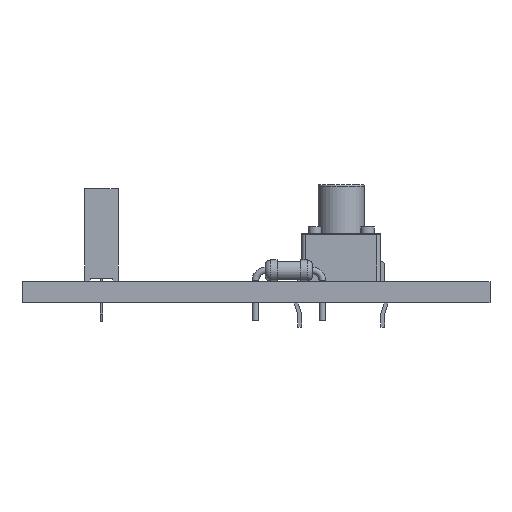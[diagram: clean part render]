
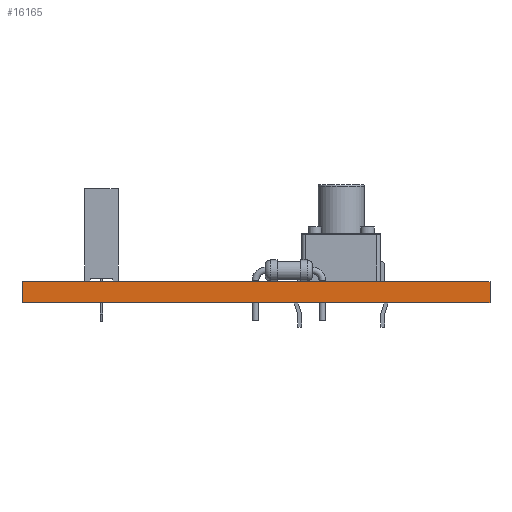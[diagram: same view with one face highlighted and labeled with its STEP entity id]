
A CAD part, front view. The second image highlights one B-rep face of the part: STEP entity #16165.
In plain terms, the highlighted planar face has unit normal (0, -1, 0).
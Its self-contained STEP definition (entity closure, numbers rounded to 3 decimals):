
#16165 = ADVANCED_FACE('',(#16166),#16180,.F.);
#16166 = FACE_BOUND('',#16167,.F.);
#16167 = EDGE_LOOP('',(#16168,#16203,#16231,#16259));
#16168 = ORIENTED_EDGE('',*,*,#16169,.T.);
#16169 = EDGE_CURVE('',#16170,#16172,#16174,.T.);
#16170 = VERTEX_POINT('',#16171);
#16171 = CARTESIAN_POINT('',(166.953,-104.355,0.));
#16172 = VERTEX_POINT('',#16173);
#16173 = CARTESIAN_POINT('',(166.953,-104.355,1.6));
#16174 = SURFACE_CURVE('',#16175,(#16179,#16191),.PCURVE_S1.);
#16175 = LINE('',#16176,#16177);
#16176 = CARTESIAN_POINT('',(166.953,-104.355,0.));
#16177 = VECTOR('',#16178,1.);
#16178 = DIRECTION('',(0.,0.,1.));
#16179 = PCURVE('',#16180,#16185);
#16180 = PLANE('',#16181);
#16181 = AXIS2_PLACEMENT_3D('',#16182,#16183,#16184);
#16182 = CARTESIAN_POINT('',(166.953,-104.355,0.));
#16183 = DIRECTION('',(0.,1.,0.));
#16184 = DIRECTION('',(1.,0.,0.));
#16185 = DEFINITIONAL_REPRESENTATION('',(#16186),#16190);
#16186 = LINE('',#16187,#16188);
#16187 = CARTESIAN_POINT('',(0.,0.));
#16188 = VECTOR('',#16189,1.);
#16189 = DIRECTION('',(0.,-1.));
#16190 = ( GEOMETRIC_REPRESENTATION_CONTEXT(2) 
PARAMETRIC_REPRESENTATION_CONTEXT() REPRESENTATION_CONTEXT('2D SPACE',''
  ) );
#16191 = PCURVE('',#16192,#16197);
#16192 = PLANE('',#16193);
#16193 = AXIS2_PLACEMENT_3D('',#16194,#16195,#16196);
#16194 = CARTESIAN_POINT('',(166.953,-63.097,0.));
#16195 = DIRECTION('',(1.,0.,-0.));
#16196 = DIRECTION('',(0.,-1.,0.));
#16197 = DEFINITIONAL_REPRESENTATION('',(#16198),#16202);
#16198 = LINE('',#16199,#16200);
#16199 = CARTESIAN_POINT('',(41.258,0.));
#16200 = VECTOR('',#16201,1.);
#16201 = DIRECTION('',(0.,-1.));
#16202 = ( GEOMETRIC_REPRESENTATION_CONTEXT(2) 
PARAMETRIC_REPRESENTATION_CONTEXT() REPRESENTATION_CONTEXT('2D SPACE',''
  ) );
#16203 = ORIENTED_EDGE('',*,*,#16204,.T.);
#16204 = EDGE_CURVE('',#16172,#16205,#16207,.T.);
#16205 = VERTEX_POINT('',#16206);
#16206 = CARTESIAN_POINT('',(202.453,-104.342,1.6));
#16207 = SURFACE_CURVE('',#16208,(#16212,#16219),.PCURVE_S1.);
#16208 = LINE('',#16209,#16210);
#16209 = CARTESIAN_POINT('',(166.953,-104.355,1.6));
#16210 = VECTOR('',#16211,1.);
#16211 = DIRECTION('',(1.,0.,0.));
#16212 = PCURVE('',#16180,#16213);
#16213 = DEFINITIONAL_REPRESENTATION('',(#16214),#16218);
#16214 = LINE('',#16215,#16216);
#16215 = CARTESIAN_POINT('',(0.,-1.6));
#16216 = VECTOR('',#16217,1.);
#16217 = DIRECTION('',(1.,0.));
#16218 = ( GEOMETRIC_REPRESENTATION_CONTEXT(2) 
PARAMETRIC_REPRESENTATION_CONTEXT() REPRESENTATION_CONTEXT('2D SPACE',''
  ) );
#16219 = PCURVE('',#16220,#16225);
#16220 = PLANE('',#16221);
#16221 = AXIS2_PLACEMENT_3D('',#16222,#16223,#16224);
#16222 = CARTESIAN_POINT('',(185.157,-78.953,1.6));
#16223 = DIRECTION('',(0.,0.,1.));
#16224 = DIRECTION('',(1.,0.,-0.));
#16225 = DEFINITIONAL_REPRESENTATION('',(#16226),#16230);
#16226 = LINE('',#16227,#16228);
#16227 = CARTESIAN_POINT('',(-18.203,-25.402));
#16228 = VECTOR('',#16229,1.);
#16229 = DIRECTION('',(1.,0.));
#16230 = ( GEOMETRIC_REPRESENTATION_CONTEXT(2) 
PARAMETRIC_REPRESENTATION_CONTEXT() REPRESENTATION_CONTEXT('2D SPACE',''
  ) );
#16231 = ORIENTED_EDGE('',*,*,#16232,.F.);
#16232 = EDGE_CURVE('',#16233,#16205,#16235,.T.);
#16233 = VERTEX_POINT('',#16234);
#16234 = CARTESIAN_POINT('',(202.453,-104.342,0.));
#16235 = SURFACE_CURVE('',#16236,(#16240,#16247),.PCURVE_S1.);
#16236 = LINE('',#16237,#16238);
#16237 = CARTESIAN_POINT('',(202.453,-104.342,0.));
#16238 = VECTOR('',#16239,1.);
#16239 = DIRECTION('',(0.,0.,1.));
#16240 = PCURVE('',#16180,#16241);
#16241 = DEFINITIONAL_REPRESENTATION('',(#16242),#16246);
#16242 = LINE('',#16243,#16244);
#16243 = CARTESIAN_POINT('',(35.5,0.));
#16244 = VECTOR('',#16245,1.);
#16245 = DIRECTION('',(0.,-1.));
#16246 = ( GEOMETRIC_REPRESENTATION_CONTEXT(2) 
PARAMETRIC_REPRESENTATION_CONTEXT() REPRESENTATION_CONTEXT('2D SPACE',''
  ) );
#16247 = PCURVE('',#16248,#16253);
#16248 = PLANE('',#16249);
#16249 = AXIS2_PLACEMENT_3D('',#16250,#16251,#16252);
#16250 = CARTESIAN_POINT('',(202.453,-104.342,0.));
#16251 = DIRECTION('',(-1.,0.,0.));
#16252 = DIRECTION('',(0.,1.,0.));
#16253 = DEFINITIONAL_REPRESENTATION('',(#16254),#16258);
#16254 = LINE('',#16255,#16256);
#16255 = CARTESIAN_POINT('',(0.,0.));
#16256 = VECTOR('',#16257,1.);
#16257 = DIRECTION('',(0.,-1.));
#16258 = ( GEOMETRIC_REPRESENTATION_CONTEXT(2) 
PARAMETRIC_REPRESENTATION_CONTEXT() REPRESENTATION_CONTEXT('2D SPACE',''
  ) );
#16259 = ORIENTED_EDGE('',*,*,#16260,.F.);
#16260 = EDGE_CURVE('',#16170,#16233,#16261,.T.);
#16261 = SURFACE_CURVE('',#16262,(#16266,#16273),.PCURVE_S1.);
#16262 = LINE('',#16263,#16264);
#16263 = CARTESIAN_POINT('',(166.953,-104.355,0.));
#16264 = VECTOR('',#16265,1.);
#16265 = DIRECTION('',(1.,0.,0.));
#16266 = PCURVE('',#16180,#16267);
#16267 = DEFINITIONAL_REPRESENTATION('',(#16268),#16272);
#16268 = LINE('',#16269,#16270);
#16269 = CARTESIAN_POINT('',(0.,0.));
#16270 = VECTOR('',#16271,1.);
#16271 = DIRECTION('',(1.,0.));
#16272 = ( GEOMETRIC_REPRESENTATION_CONTEXT(2) 
PARAMETRIC_REPRESENTATION_CONTEXT() REPRESENTATION_CONTEXT('2D SPACE',''
  ) );
#16273 = PCURVE('',#16274,#16279);
#16274 = PLANE('',#16275);
#16275 = AXIS2_PLACEMENT_3D('',#16276,#16277,#16278);
#16276 = CARTESIAN_POINT('',(185.157,-78.953,0.));
#16277 = DIRECTION('',(0.,0.,1.));
#16278 = DIRECTION('',(1.,0.,-0.));
#16279 = DEFINITIONAL_REPRESENTATION('',(#16280),#16284);
#16280 = LINE('',#16281,#16282);
#16281 = CARTESIAN_POINT('',(-18.203,-25.402));
#16282 = VECTOR('',#16283,1.);
#16283 = DIRECTION('',(1.,0.));
#16284 = ( GEOMETRIC_REPRESENTATION_CONTEXT(2) 
PARAMETRIC_REPRESENTATION_CONTEXT() REPRESENTATION_CONTEXT('2D SPACE',''
  ) );
